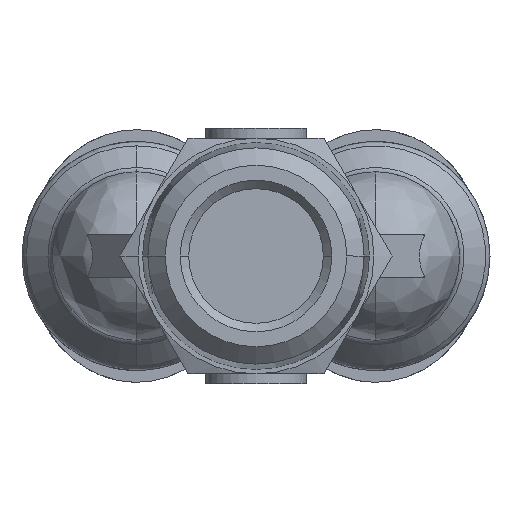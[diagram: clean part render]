
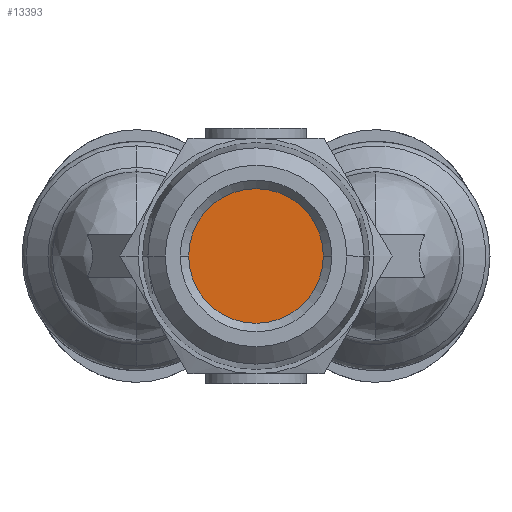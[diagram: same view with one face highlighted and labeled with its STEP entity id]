
A CAD part, front view. The second image highlights one B-rep face of the part: STEP entity #13393.
In plain terms, the highlighted face is planar.
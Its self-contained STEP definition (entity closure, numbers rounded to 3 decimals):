
#1622 = AXIS2_PLACEMENT_3D ( 'NONE', #28972, #12112, #16701 ) ;
#6174 = EDGE_CURVE ( 'NONE', #19975, #7835, #25087, .T. ) ;
#6419 = EDGE_CURVE ( 'NONE', #7835, #19975, #14813, .T. ) ;
#7835 = VERTEX_POINT ( 'NONE', #16768 ) ;
#10300 = PLANE ( 'NONE',  #22122 ) ;
#10619 = DIRECTION ( 'NONE',  ( -1., 0., 0. ) ) ;
#11083 = DIRECTION ( 'NONE',  ( -1., 0., 0. ) ) ;
#12112 = DIRECTION ( 'NONE',  ( -1., 0., 0. ) ) ;
#12723 = CARTESIAN_POINT ( 'NONE',  ( -23.472, 0., 3.375 ) ) ;
#13393 = ADVANCED_FACE ( 'NONE', ( #21528 ), #10300, .T. ) ;
#14813 = CIRCLE ( 'NONE', #1622, 4. ) ;
#15101 = DIRECTION ( 'NONE',  ( 0., 0., 1. ) ) ;
#15643 = ORIENTED_EDGE ( 'NONE', *, *, #6419, .T. ) ;
#15674 = ORIENTED_EDGE ( 'NONE', *, *, #6174, .T. ) ;
#16701 = DIRECTION ( 'NONE',  ( 0., 0., -1. ) ) ;
#16768 = CARTESIAN_POINT ( 'NONE',  ( -23.472, 0., 11.1 ) ) ;
#19952 = AXIS2_PLACEMENT_3D ( 'NONE', #25740, #11083, #28152 ) ;
#19975 = VERTEX_POINT ( 'NONE', #25081 ) ;
#21528 = FACE_OUTER_BOUND ( 'NONE', #27591, .T. ) ;
#22122 = AXIS2_PLACEMENT_3D ( 'NONE', #12723, #10619, #15101 ) ;
#25081 = CARTESIAN_POINT ( 'NONE',  ( -23.472, 0., 3.1 ) ) ;
#25087 = CIRCLE ( 'NONE', #19952, 4. ) ;
#25740 = CARTESIAN_POINT ( 'NONE',  ( -23.472, 0., 7.1 ) ) ;
#27591 = EDGE_LOOP ( 'NONE', ( #15674, #15643 ) ) ;
#28152 = DIRECTION ( 'NONE',  ( 0., 0., -1. ) ) ;
#28972 = CARTESIAN_POINT ( 'NONE',  ( -23.472, 0., 7.1 ) ) ;
